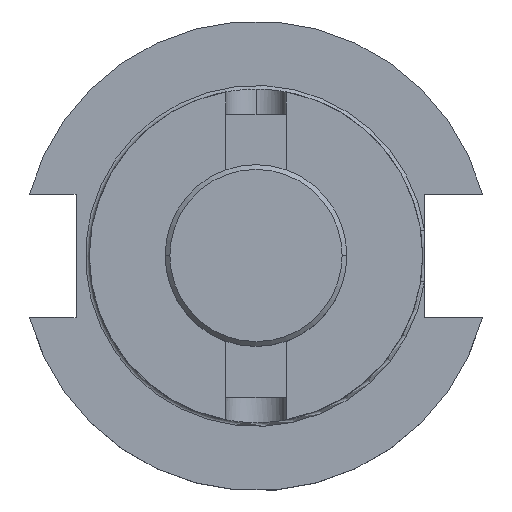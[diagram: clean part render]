
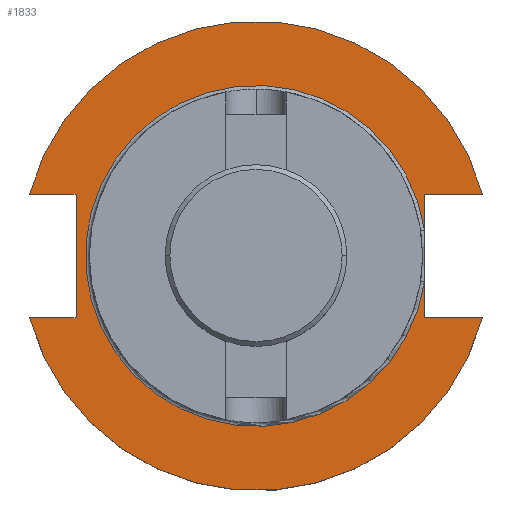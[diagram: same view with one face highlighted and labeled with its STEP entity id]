
A CAD part, top view. The second image highlights one B-rep face of the part: STEP entity #1833.
In plain terms, the highlighted planar face has unit normal (0, 0, 1).
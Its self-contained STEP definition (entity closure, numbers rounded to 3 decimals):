
#98 = DIRECTION ( 'NONE',  ( 1., 0., 0. ) ) ;
#184 = ORIENTED_EDGE ( 'NONE', *, *, #1774, .F. ) ;
#231 = CARTESIAN_POINT ( 'NONE',  ( 47.477, -12.954, 19.05 ) ) ;
#274 = ORIENTED_EDGE ( 'NONE', *, *, #2043, .T. ) ;
#307 = CARTESIAN_POINT ( 'NONE',  ( -47.477, 12.954, 19.05 ) ) ;
#325 = DIRECTION ( 'NONE',  ( 0., -1., 0. ) ) ;
#357 = CARTESIAN_POINT ( 'NONE',  ( 35.306, -12.954, 19.05 ) ) ;
#360 = PLANE ( 'NONE',  #483 ) ;
#379 = DIRECTION ( 'NONE',  ( 0., 0., 1. ) ) ;
#413 = DIRECTION ( 'NONE',  ( -1., 0., 0. ) ) ;
#419 = VERTEX_POINT ( 'NONE', #2205 ) ;
#479 = LINE ( 'NONE', #1375, #1488 ) ;
#483 = AXIS2_PLACEMENT_3D ( 'NONE', #1688, #1877, #2238 ) ;
#484 = CARTESIAN_POINT ( 'NONE',  ( 35.306, -5.455, 19.05 ) ) ;
#512 = ORIENTED_EDGE ( 'NONE', *, *, #583, .T. ) ;
#553 = LINE ( 'NONE', #1246, #933 ) ;
#578 = FACE_OUTER_BOUND ( 'NONE', #2342, .T. ) ;
#581 = VECTOR ( 'NONE', #860, 1000. ) ;
#583 = EDGE_CURVE ( 'NONE', #2241, #1685, #1785, .T. ) ;
#625 = LINE ( 'NONE', #1860, #2076 ) ;
#646 = EDGE_CURVE ( 'NONE', #2357, #1158, #1298, .T. ) ;
#665 = CARTESIAN_POINT ( 'NONE',  ( 35.306, 12.954, 19.05 ) ) ;
#694 = ORIENTED_EDGE ( 'NONE', *, *, #992, .F. ) ;
#698 = DIRECTION ( 'NONE',  ( 0., -1., 0. ) ) ;
#750 = EDGE_CURVE ( 'NONE', #419, #1453, #479, .T. ) ;
#796 = CARTESIAN_POINT ( 'NONE',  ( 0., 0., 19.05 ) ) ;
#801 = DIRECTION ( 'NONE',  ( 0., 0., -1. ) ) ;
#812 = DIRECTION ( 'NONE',  ( 1., 0., 0. ) ) ;
#815 = EDGE_CURVE ( 'NONE', #1453, #2427, #2435, .T. ) ;
#860 = DIRECTION ( 'NONE',  ( -1., 0., 0. ) ) ;
#885 = ORIENTED_EDGE ( 'NONE', *, *, #815, .F. ) ;
#914 = CARTESIAN_POINT ( 'NONE',  ( 35.306, 12.954, 19.05 ) ) ;
#933 = VECTOR ( 'NONE', #2198, 1000. ) ;
#992 = EDGE_CURVE ( 'NONE', #2212, #1288, #1014, .T. ) ;
#1014 = LINE ( 'NONE', #914, #1954 ) ;
#1026 = ORIENTED_EDGE ( 'NONE', *, *, #646, .F. ) ;
#1057 = CARTESIAN_POINT ( 'NONE',  ( 47.477, 12.954, 19.05 ) ) ;
#1069 = CARTESIAN_POINT ( 'NONE',  ( 35.306, 12.954, 19.05 ) ) ;
#1127 = CARTESIAN_POINT ( 'NONE',  ( 35.306, 5.455, 19.05 ) ) ;
#1153 = CARTESIAN_POINT ( 'NONE',  ( -63.719, 12.954, 19.05 ) ) ;
#1158 = VERTEX_POINT ( 'NONE', #357 ) ;
#1205 = CARTESIAN_POINT ( 'NONE',  ( -37.719, 12.954, 19.05 ) ) ;
#1246 = CARTESIAN_POINT ( 'NONE',  ( 35.306, -12.954, 19.05 ) ) ;
#1284 = CARTESIAN_POINT ( 'NONE',  ( 35.306, 12.954, 19.05 ) ) ;
#1288 = VERTEX_POINT ( 'NONE', #1127 ) ;
#1298 = LINE ( 'NONE', #1284, #2223 ) ;
#1336 = AXIS2_PLACEMENT_3D ( 'NONE', #2335, #379, #1713 ) ;
#1375 = CARTESIAN_POINT ( 'NONE',  ( -37.719, 12.954, 19.05 ) ) ;
#1377 = VECTOR ( 'NONE', #413, 1000. ) ;
#1448 = DIRECTION ( 'NONE',  ( 0., 0., 1. ) ) ;
#1453 = VERTEX_POINT ( 'NONE', #1205 ) ;
#1488 = VECTOR ( 'NONE', #1510, 1000. ) ;
#1510 = DIRECTION ( 'NONE',  ( 0., 1., 0. ) ) ;
#1550 = CIRCLE ( 'NONE', #2255, 35.725 ) ;
#1588 = LINE ( 'NONE', #665, #581 ) ;
#1596 = EDGE_CURVE ( 'NONE', #1158, #1685, #553, .T. ) ;
#1610 = AXIS2_PLACEMENT_3D ( 'NONE', #2389, #1448, #98 ) ;
#1611 = ORIENTED_EDGE ( 'NONE', *, *, #2383, .F. ) ;
#1632 = ORIENTED_EDGE ( 'NONE', *, *, #1596, .F. ) ;
#1685 = VERTEX_POINT ( 'NONE', #231 ) ;
#1688 = CARTESIAN_POINT ( 'NONE',  ( 0., 49.212, 19.05 ) ) ;
#1713 = DIRECTION ( 'NONE',  ( 1., 0., 0. ) ) ;
#1774 = EDGE_CURVE ( 'NONE', #2241, #419, #625, .T. ) ;
#1785 = CIRCLE ( 'NONE', #1610, 49.212 ) ;
#1833 = ADVANCED_FACE ( 'NONE', ( #578 ), #360, .T. ) ;
#1860 = CARTESIAN_POINT ( 'NONE',  ( -63.719, -12.954, 19.05 ) ) ;
#1877 = DIRECTION ( 'NONE',  ( 0., 0., 1. ) ) ;
#1954 = VECTOR ( 'NONE', #325, 1000. ) ;
#1994 = CIRCLE ( 'NONE', #1336, 49.212 ) ;
#2042 = DIRECTION ( 'NONE',  ( 1., 0., 0. ) ) ;
#2043 = EDGE_CURVE ( 'NONE', #2357, #1288, #1550, .T. ) ;
#2076 = VECTOR ( 'NONE', #2042, 1000. ) ;
#2130 = EDGE_CURVE ( 'NONE', #2178, #2427, #1994, .T. ) ;
#2154 = CARTESIAN_POINT ( 'NONE',  ( -47.477, -12.954, 19.05 ) ) ;
#2178 = VERTEX_POINT ( 'NONE', #1057 ) ;
#2198 = DIRECTION ( 'NONE',  ( 1., 0., 0. ) ) ;
#2205 = CARTESIAN_POINT ( 'NONE',  ( -37.719, -12.954, 19.05 ) ) ;
#2212 = VERTEX_POINT ( 'NONE', #1069 ) ;
#2223 = VECTOR ( 'NONE', #698, 1000. ) ;
#2238 = DIRECTION ( 'NONE',  ( 1., 0., 0. ) ) ;
#2241 = VERTEX_POINT ( 'NONE', #2154 ) ;
#2255 = AXIS2_PLACEMENT_3D ( 'NONE', #796, #801, #812 ) ;
#2319 = ORIENTED_EDGE ( 'NONE', *, *, #750, .F. ) ;
#2335 = CARTESIAN_POINT ( 'NONE',  ( 0., 0., 19.05 ) ) ;
#2342 = EDGE_LOOP ( 'NONE', ( #1026, #274, #694, #1611, #2377, #885, #2319, #184, #512, #1632 ) ) ;
#2357 = VERTEX_POINT ( 'NONE', #484 ) ;
#2377 = ORIENTED_EDGE ( 'NONE', *, *, #2130, .T. ) ;
#2383 = EDGE_CURVE ( 'NONE', #2178, #2212, #1588, .T. ) ;
#2389 = CARTESIAN_POINT ( 'NONE',  ( 0., 0., 19.05 ) ) ;
#2427 = VERTEX_POINT ( 'NONE', #307 ) ;
#2435 = LINE ( 'NONE', #1153, #1377 ) ;
